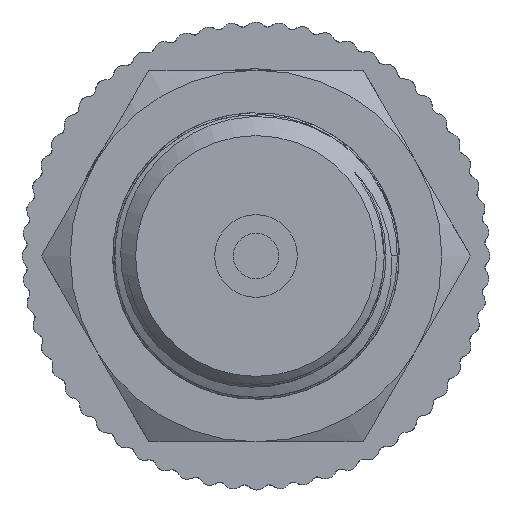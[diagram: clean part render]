
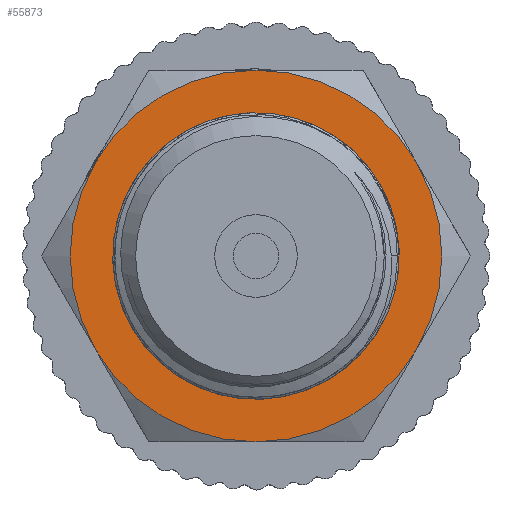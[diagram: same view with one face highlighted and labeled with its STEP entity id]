
A CAD part, left-side view. The second image highlights one B-rep face of the part: STEP entity #55873.
In plain terms, the highlighted planar face has unit normal (-1, 0, 0).
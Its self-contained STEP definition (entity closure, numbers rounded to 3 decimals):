
#5087=PLANE('',#59257);
#7232=FACE_BOUND('',#11820,.T.);
#8277=FACE_OUTER_BOUND('',#11819,.T.);
#11819=EDGE_LOOP('',(#38923));
#11820=EDGE_LOOP('',(#38924));
#15457=CIRCLE('',#59246,10.);
#15459=CIRCLE('',#59255,13.5);
#22907=VERTEX_POINT('',#95796);
#22908=VERTEX_POINT('',#97661);
#29056=EDGE_CURVE('',#22907,#22907,#15457,.T.);
#29065=EDGE_CURVE('',#22908,#22908,#15459,.T.);
#38923=ORIENTED_EDGE('',*,*,#29065,.F.);
#38924=ORIENTED_EDGE('',*,*,#29056,.T.);
#55873=ADVANCED_FACE('',(#8277,#7232),#5087,.T.);
#59246=AXIS2_PLACEMENT_3D('',#95797,#67362,#67363);
#59255=AXIS2_PLACEMENT_3D('',#97663,#67383,#67384);
#59257=AXIS2_PLACEMENT_3D('',#97665,#67387,#67388);
#67362=DIRECTION('center_axis',(1.,0.,0.));
#67363=DIRECTION('ref_axis',(0.,0.,-1.));
#67383=DIRECTION('center_axis',(1.,0.,0.));
#67384=DIRECTION('ref_axis',(0.,0.,-1.));
#67387=DIRECTION('center_axis',(-1.,0.,0.));
#67388=DIRECTION('ref_axis',(0.,0.,1.));
#95796=CARTESIAN_POINT('',(-47.,0.,10.));
#95797=CARTESIAN_POINT('Origin',(-47.,0.,0.));
#97661=CARTESIAN_POINT('',(-47.,-13.5,0.));
#97663=CARTESIAN_POINT('Origin',(-47.,0.,0.));
#97665=CARTESIAN_POINT('Origin',(-47.,13.5,0.));
